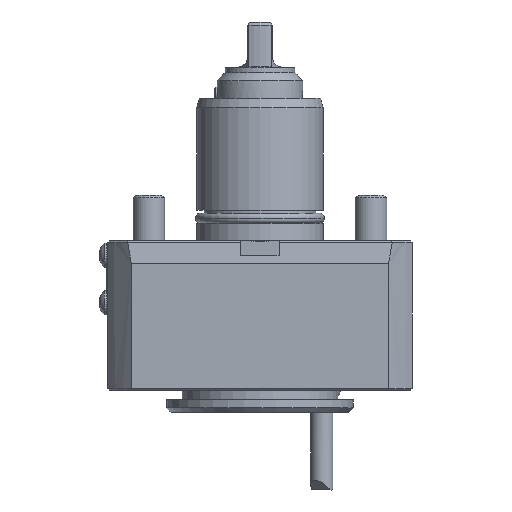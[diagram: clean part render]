
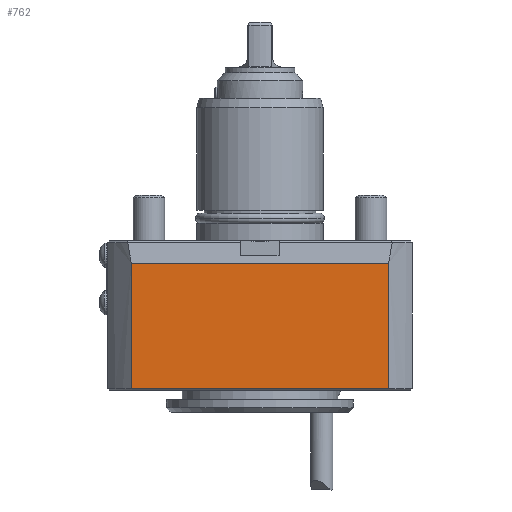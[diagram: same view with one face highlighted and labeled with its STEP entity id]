
A CAD part, front view. The second image highlights one B-rep face of the part: STEP entity #762.
In plain terms, the highlighted planar face has unit normal (0, -1, 0).
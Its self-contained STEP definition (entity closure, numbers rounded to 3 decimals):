
#56=LINE('',#4496,#228);
#57=LINE('',#4499,#229);
#58=LINE('',#4501,#230);
#59=LINE('',#4503,#231);
#228=VECTOR('',#3461,1.);
#229=VECTOR('',#3462,1.);
#230=VECTOR('',#3463,1.);
#231=VECTOR('',#3464,1.);
#762=ADVANCED_FACE('',(#1034),#946,.F.);
#946=PLANE('',#3118);
#1034=FACE_OUTER_BOUND('',#1183,.T.);
#1183=EDGE_LOOP('',(#1482,#1483,#1484,#1485));
#1482=ORIENTED_EDGE('',*,*,#2564,.T.);
#1483=ORIENTED_EDGE('',*,*,#2565,.T.);
#1484=ORIENTED_EDGE('',*,*,#2566,.T.);
#1485=ORIENTED_EDGE('',*,*,#2567,.T.);
#2273=VERTEX_POINT('',#4497);
#2274=VERTEX_POINT('',#4498);
#2275=VERTEX_POINT('',#4500);
#2276=VERTEX_POINT('',#4502);
#2564=EDGE_CURVE('',#2273,#2274,#56,.T.);
#2565=EDGE_CURVE('',#2274,#2275,#57,.T.);
#2566=EDGE_CURVE('',#2275,#2276,#58,.T.);
#2567=EDGE_CURVE('',#2276,#2273,#59,.T.);
#3118=AXIS2_PLACEMENT_3D('',#4504,#3465,#3466);
#3461=DIRECTION('',(0.,0.,-1.));
#3462=DIRECTION('',(1.,0.,0.));
#3463=DIRECTION('',(0.,0.,1.));
#3464=DIRECTION('',(-1.,0.,0.));
#3465=DIRECTION('',(0.,1.,0.));
#3466=DIRECTION('',(1.,0.,0.));
#4496=CARTESIAN_POINT('',(-40.519,-41.5,-56.));
#4497=CARTESIAN_POINT('',(-40.519,-41.5,-7.));
#4498=CARTESIAN_POINT('',(-40.519,-41.5,-46.5));
#4499=CARTESIAN_POINT('',(40.519,-41.5,-46.5));
#4500=CARTESIAN_POINT('',(40.519,-41.5,-46.5));
#4501=CARTESIAN_POINT('',(40.519,-41.5,-56.));
#4502=CARTESIAN_POINT('',(40.519,-41.5,-7.));
#4503=CARTESIAN_POINT('',(-48.,-41.5,-7.));
#4504=CARTESIAN_POINT('',(-48.,-41.5,141.085));
